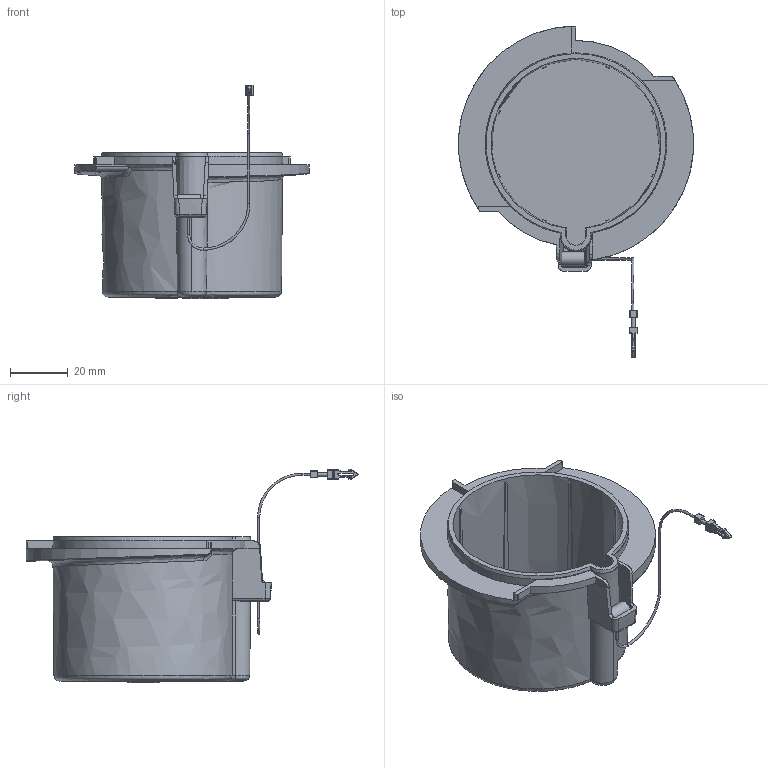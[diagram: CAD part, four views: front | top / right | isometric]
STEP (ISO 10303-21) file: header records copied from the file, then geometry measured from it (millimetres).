
FILE_DESCRIPTION (( 'STEP AP203' ), '1' );
FILE_NAME ('203234.STEP', '2023-03-20T12:14:40', ( '' ), ( '' ), 'SwSTEP 2.0', 'SolidWorks 2022', '' );
FILE_SCHEMA (( 'CONFIG_CONTROL_DESIGN' ));
Length unit declared in the file: millimetre
Products named in the file (1): 203234
Bounding box: 81.6 x 115.34 x 74.05 mm (x, y, z)
Volume: 31054.2 mm3; surface area: 31223.3 mm2
Topology: 2 solids, 2 shells, 358 faces, 897 edges, 538 vertices
Faces by surface type: plane 157, cylinder 106, bspline 57, torus 17, cone 13, sphere 8
Full cylindrical faces by diameter (mm): 0.8 x3, 1.3 x1, 5 x1
Entity records: 17182 total; most frequent: CARTESIAN_POINT 9994, ORIENTED_EDGE 1738, DIRECTION 997, EDGE_CURVE 869, B_SPLINE_CURVE_WITH_KNOTS 542, VERTEX_POINT 535, EDGE_LOOP 384, AXIS2_PLACEMENT_3D 372
